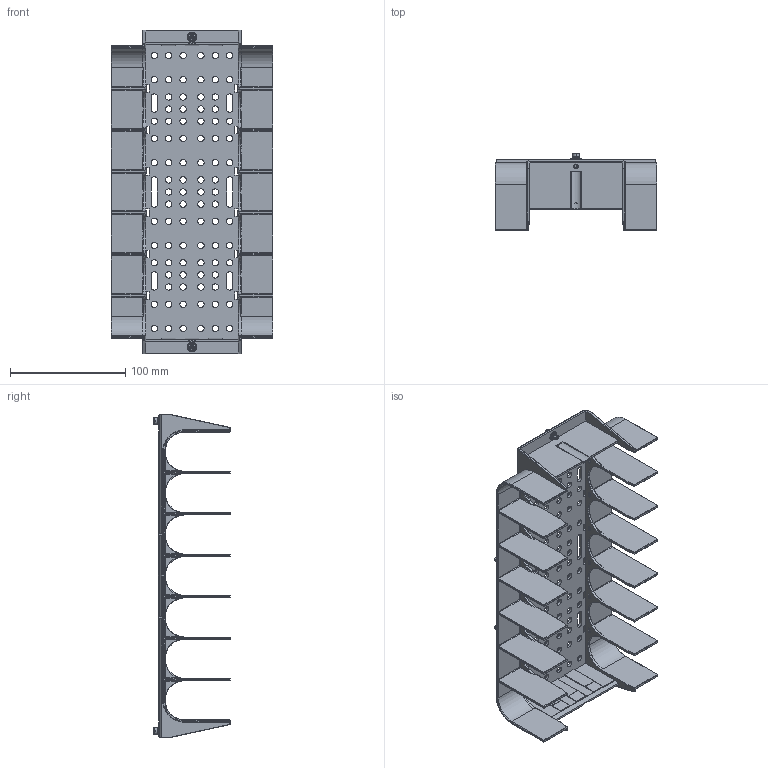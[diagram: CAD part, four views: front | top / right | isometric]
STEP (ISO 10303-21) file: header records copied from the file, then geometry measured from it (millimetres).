
FILE_DESCRIPTION((''),'2;1');
FILE_NAME('32420041000','2019-09-24T',('presta_be4'),(''),'PRO/ENGINEER BY PARAMETRIC TECHNOLOGY CORPORATION, 2014310','PRO/ENGINEER BY PARAMETRIC TECHNOLOGY CORPORATION, 2014310','');
FILE_SCHEMA(('CONFIG_CONTROL_DESIGN'));
Products named in the file (1): 32420041000
Bounding box: 140.4 x 66.34 x 281 mm (x, y, z)
Volume: 163822.8 mm3; surface area: 155021.4 mm2
Topology: 3 solids, 3 shells, 3043 faces, 8118 edges, 5192 vertices
Faces by surface type: plane 2001, cylinder 686, bspline 143, torus 141, cone 48, sphere 24
Entity records: 126512 total; most frequent: CARTESIAN_POINT 50953, ORIENTED_EDGE 16228, DIRECTION 14679, EDGE_CURVE 8114, VECTOR 6223, LINE 6223, VERTEX_POINT 5192, AXIS2_PLACEMENT_3D 4228
